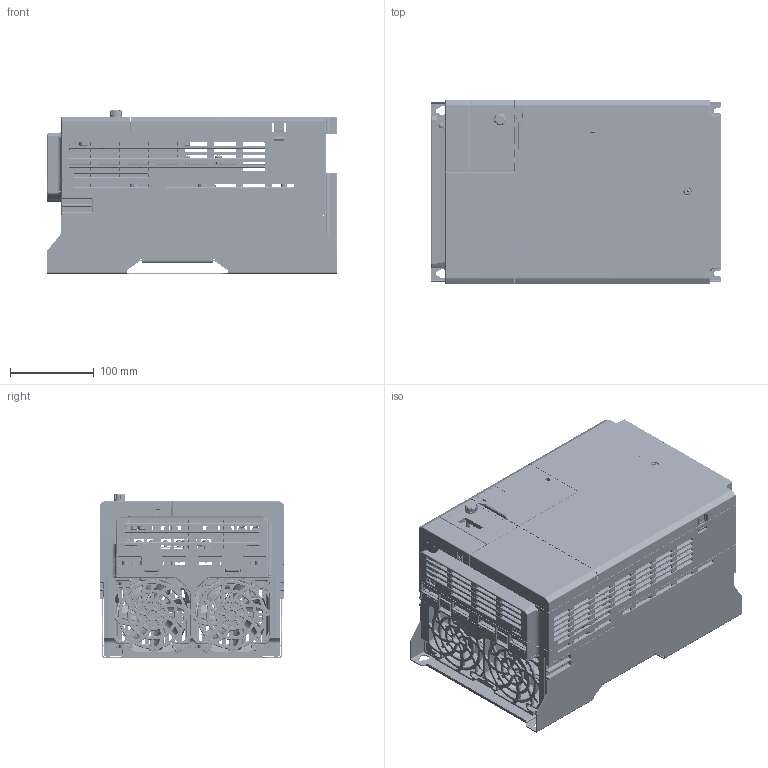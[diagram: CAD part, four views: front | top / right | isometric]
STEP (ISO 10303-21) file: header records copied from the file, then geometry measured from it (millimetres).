
FILE_DESCRIPTION(/* description */ (''),/* implementation_level */ '2;1');
FILE_NAME(/* name */ 'FILE_STP_CAD_DRAWING_3d_VLG30185A480-VLG30220A480_prt.stp',/* time_stamp */ '2024-12-06T19:51:42+01:00',/* author */ (''),/* organization */ (''),/* preprocessor_version */ 'ST-DEVELOPER v16.7',/* originating_system */ 'SIEMENS PLM Software NX 12.0',/* authorisation */ '');
FILE_SCHEMA (('AUTOMOTIVE_DESIGN { 1 0 10303 214 3 1 1 1 }'));
Products named in the file (1): 3d_VLG30185A480-VLG30220A480
Bounding box: 345.02 x 220 x 195.2 mm (x, y, z)
Surface area: 1212351 mm2 (no closed solid volume)
Topology: 0 solids, 252 shells, 6027 faces, 24088 edges, 17653 vertices
Faces by surface type: plane 2755, cone 1629, cylinder 972, bspline 354, torus 236, sphere 76, extrusion 5
Entity records: 285108 total; most frequent: CARTESIAN_POINT 83607, DIRECTION 41759, ORIENTED_EDGE 38046, EDGE_CURVE 24010, VERTEX_POINT 17652, AXIS2_PLACEMENT_3D 13931, VECTOR 13897, LINE 13892
